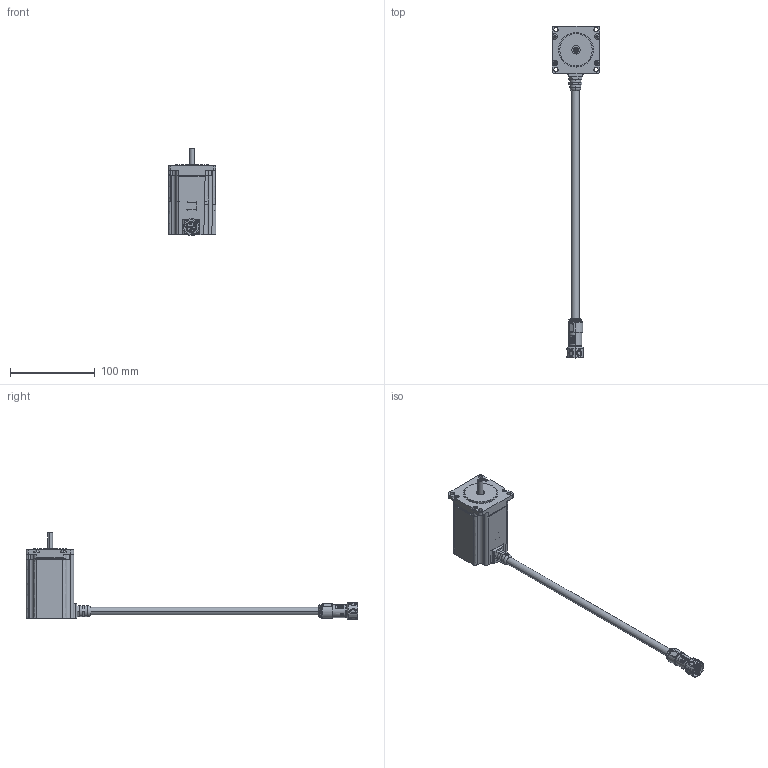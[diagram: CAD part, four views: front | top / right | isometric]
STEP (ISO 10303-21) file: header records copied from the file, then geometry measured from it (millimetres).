
FILE_DESCRIPTION (( 'STEP AP214' ), '1' );
FILE_NAME ('STP-MTRH-23079W.STEP', '2018-12-11T19:55:16', ( '' ), ( '' ), 'SwSTEP 2.0', 'SolidWorks 2017', '' );
FILE_SCHEMA (( 'AUTOMOTIVE_DESIGN' ));
Length unit declared in the file: inch
Products named in the file (1): STP-MTRH-23079W
Bounding box: 56.06 x 390.56 x 102.52 mm (x, y, z)
Volume: 238262.2 mm3; surface area: 47258.2 mm2
Topology: 3 solids, 13 shells, 897 faces, 2217 edges, 1421 vertices
Faces by surface type: plane 365, cylinder 233, bspline 222, torus 44, cone 31, sphere 2
Entity records: 52434 total; most frequent: CARTESIAN_POINT 20999, ORIENTED_EDGE 4416, DIRECTION 3523, EDGE_CURVE 2208, VERTEX_POINT 1420, AXIS2_PLACEMENT_3D 1261, LINE 1001, VECTOR 1001
